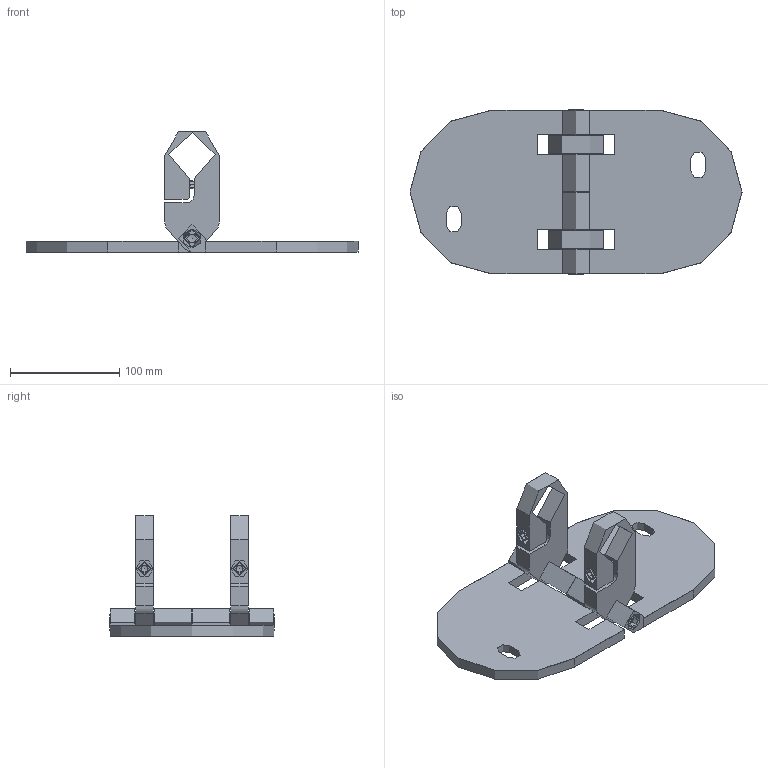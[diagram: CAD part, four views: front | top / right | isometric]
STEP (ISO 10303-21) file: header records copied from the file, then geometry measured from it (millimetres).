
FILE_DESCRIPTION (( 'STEP AP203' ), '1' );
FILE_NAME ('60201-240E.STEP', '2021-11-26T09:27:50', ( '' ), ( '' ), 'SwSTEP 2.0', 'SolidWorks 2018', '' );
FILE_SCHEMA (( 'CONFIG_CONTROL_DESIGN' ));
Length unit declared in the file: millimetre
Products named in the file (16): 60201-240E Teil3; 60201-240E Teil1; DIN 912 - M8x30_M8x30; 60201-240E; DIN 912 - M8x30; DIN 912 - M10x60; 60201-240E Teil2; 60201-240E Teil3_Keyshot; DIN 912 - M10x60_M10x60; 60201-240E Teil1_Keyshot
Assembly tree (15 placements, depth 2):
  60201-240E Teil1
  60201-240E
    DIN 912 - M10x60
    60201-240E Teil3
    DIN 912 - M10x60
    DIN 912 - M8x30
    DIN 912 - M8x30
    60201-240E Teil3
  60201-240E
    60201-240E Teil1_Keyshot  x2
    60201-240E Teil2
    60201-240E Teil3_Keyshot  x2
    DIN 912 - M8x30_M8x30  x2
    DIN 912 - M10x60_M10x60  x2
  60201-240E Teil2
  60201-240E Teil1
Bounding box: 304 x 151 x 110.09 mm (x, y, z)
Volume: 358946.9 mm3; surface area: 153770.9 mm2
Topology: 9 solids, 9 shells, 475 faces, 1671 edges, 1236 vertices
Faces by surface type: plane 222, cylinder 207, bspline 24, cone 16, torus 6
Full cylindrical faces by diameter (mm): 6.8 x20, 7.19 x44, 9.03 x78, 9.25 x2, 10.5 x4, 11.5 x1, 12.8 x2, 13 x2, 16 x2, 17 x2
Entity records: 30364 total; most frequent: CARTESIAN_POINT 23772, ORIENTED_EDGE 1190, DIRECTION 811, EDGE_CURVE 595, VERTEX_POINT 463, AXIS2_PLACEMENT_3D 273, VECTOR 265, LINE 265
